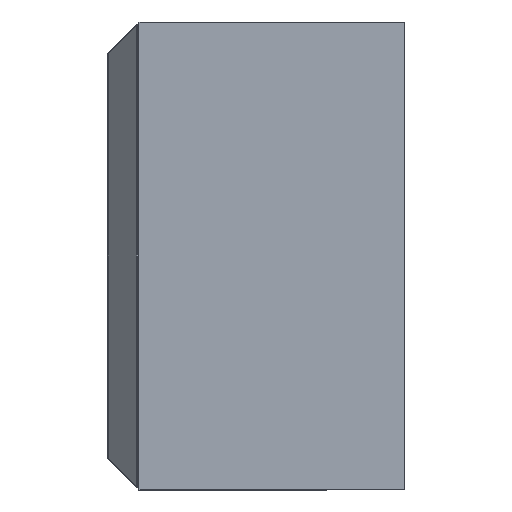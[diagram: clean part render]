
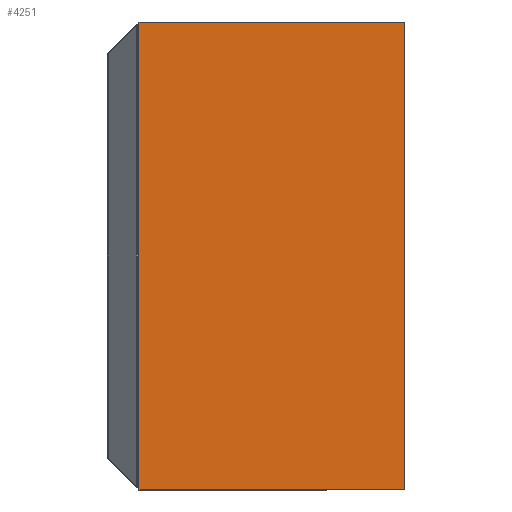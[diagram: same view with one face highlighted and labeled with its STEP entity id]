
A CAD part, left-side view. The second image highlights one B-rep face of the part: STEP entity #4251.
In plain terms, the highlighted planar face has unit normal (-1, 0, 0).
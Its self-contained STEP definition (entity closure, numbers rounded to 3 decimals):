
#3440 = DIRECTION ( 'NONE',  ( 0., -1., 0. ) ) ;
#4251 = ADVANCED_FACE ( 'NONE', ( #36989 ), #41559, .F. ) ;
#5135 = LINE ( 'NONE', #11149, #22512 ) ;
#5367 = ORIENTED_EDGE ( 'NONE', *, *, #31657, .T. ) ;
#7340 = ORIENTED_EDGE ( 'NONE', *, *, #17201, .F. ) ;
#10627 = VERTEX_POINT ( 'NONE', #29488 ) ;
#11149 = CARTESIAN_POINT ( 'NONE',  ( -75.4, 17., -15. ) ) ;
#13025 = DIRECTION ( 'NONE',  ( 0., 0., 1. ) ) ;
#13141 = LINE ( 'NONE', #41347, #30513 ) ;
#13969 = DIRECTION ( 'NONE',  ( 1., 0., 0. ) ) ;
#14013 = CARTESIAN_POINT ( 'NONE',  ( -75.4, 17., -15. ) ) ;
#14989 = EDGE_CURVE ( 'NONE', #17502, #28115, #13141, .T. ) ;
#16241 = CARTESIAN_POINT ( 'NONE',  ( -75.4, 0., -15. ) ) ;
#16286 = LINE ( 'NONE', #16241, #33648 ) ;
#17201 = EDGE_CURVE ( 'NONE', #21405, #17502, #26933, .T. ) ;
#17502 = VERTEX_POINT ( 'NONE', #18806 ) ;
#18806 = CARTESIAN_POINT ( 'NONE',  ( -75.4, 17., 15. ) ) ;
#20355 = DIRECTION ( 'NONE',  ( 0., 0., 1. ) ) ;
#21405 = VERTEX_POINT ( 'NONE', #14013 ) ;
#22512 = VECTOR ( 'NONE', #35582, 1000. ) ;
#23540 = CARTESIAN_POINT ( 'NONE',  ( -75.4, 0., 15. ) ) ;
#23796 = CARTESIAN_POINT ( 'NONE',  ( -75.4, 17., -15. ) ) ;
#26532 = EDGE_CURVE ( 'NONE', #21405, #10627, #5135, .T. ) ;
#26933 = LINE ( 'NONE', #23796, #44268 ) ;
#27897 = ORIENTED_EDGE ( 'NONE', *, *, #26532, .T. ) ;
#27945 = AXIS2_PLACEMENT_3D ( 'NONE', #34768, #13969, #38216 ) ;
#28115 = VERTEX_POINT ( 'NONE', #23540 ) ;
#29488 = CARTESIAN_POINT ( 'NONE',  ( -75.4, 0., -15. ) ) ;
#30513 = VECTOR ( 'NONE', #3440, 1000. ) ;
#31657 = EDGE_CURVE ( 'NONE', #10627, #28115, #16286, .T. ) ;
#33397 = EDGE_LOOP ( 'NONE', ( #5367, #41160, #7340, #27897 ) ) ;
#33648 = VECTOR ( 'NONE', #13025, 1000. ) ;
#34768 = CARTESIAN_POINT ( 'NONE',  ( -75.4, 17., -15. ) ) ;
#35582 = DIRECTION ( 'NONE',  ( 0., -1., 0. ) ) ;
#36989 = FACE_OUTER_BOUND ( 'NONE', #33397, .T. ) ;
#38216 = DIRECTION ( 'NONE',  ( 0., 0., -1. ) ) ;
#41160 = ORIENTED_EDGE ( 'NONE', *, *, #14989, .F. ) ;
#41347 = CARTESIAN_POINT ( 'NONE',  ( -75.4, 17., 15. ) ) ;
#41559 = PLANE ( 'NONE',  #27945 ) ;
#44268 = VECTOR ( 'NONE', #20355, 1000. ) ;
